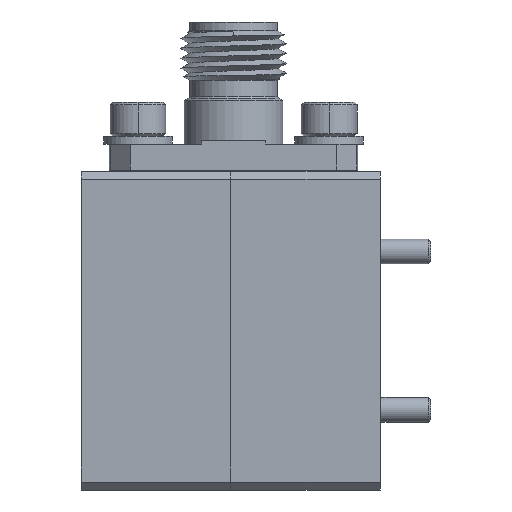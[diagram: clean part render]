
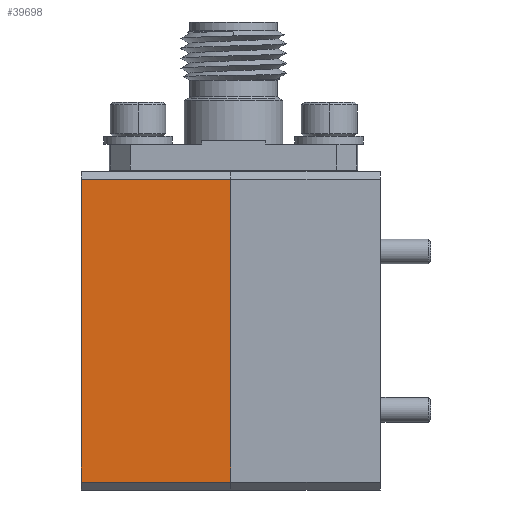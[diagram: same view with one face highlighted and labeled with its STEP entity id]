
A CAD part, left-side view. The second image highlights one B-rep face of the part: STEP entity #39698.
In plain terms, the highlighted planar face has unit normal (-1, 0, 0).
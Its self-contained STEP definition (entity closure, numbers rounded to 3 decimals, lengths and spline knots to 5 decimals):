
#5524 = LINE ( 'NONE', #40331, #13440 ) ;
#6081 = CARTESIAN_POINT ( 'NONE',  ( -4.07624, 0.70231, 1.03099 ) ) ;
#7124 = VECTOR ( 'NONE', #73583, 39.37008 ) ;
#10504 = LINE ( 'NONE', #51404, #7124 ) ;
#13195 = ORIENTED_EDGE ( 'NONE', *, *, #57695, .T. ) ;
#13440 = VECTOR ( 'NONE', #58323, 39.37008 ) ;
#17060 = EDGE_CURVE ( 'NONE', #19671, #38747, #68682, .T. ) ;
#17522 = CARTESIAN_POINT ( 'NONE',  ( -4.07624, 0.70231, 1.81099 ) ) ;
#18354 = VECTOR ( 'NONE', #44442, 39.37008 ) ;
#18568 = CARTESIAN_POINT ( 'NONE',  ( -4.07624, 0.70231, 1.03099 ) ) ;
#19671 = VERTEX_POINT ( 'NONE', #17522 ) ;
#19725 = ORIENTED_EDGE ( 'NONE', *, *, #73428, .F. ) ;
#20978 = EDGE_LOOP ( 'NONE', ( #19725, #13195, #54133, #52065 ) ) ;
#34132 = EDGE_CURVE ( 'NONE', #38747, #56151, #73857, .T. ) ;
#34800 = FACE_OUTER_BOUND ( 'NONE', #20978, .T. ) ;
#38747 = VERTEX_POINT ( 'NONE', #49095 ) ;
#39698 = ADVANCED_FACE ( 'NONE', ( #34800 ), #53123, .T. ) ;
#40331 = CARTESIAN_POINT ( 'NONE',  ( -4.07624, 0.70231, 1.81099 ) ) ;
#44442 = DIRECTION ( 'NONE',  ( 0., -1., 0. ) ) ;
#47659 = VECTOR ( 'NONE', #75534, 39.37008 ) ;
#49095 = CARTESIAN_POINT ( 'NONE',  ( -4.07624, 0.70231, 1.05099 ) ) ;
#50462 = VERTEX_POINT ( 'NONE', #56066 ) ;
#51404 = CARTESIAN_POINT ( 'NONE',  ( -4.07624, 0.32731, 1.03099 ) ) ;
#52065 = ORIENTED_EDGE ( 'NONE', *, *, #34132, .T. ) ;
#53123 = PLANE ( 'NONE',  #75189 ) ;
#54133 = ORIENTED_EDGE ( 'NONE', *, *, #17060, .T. ) ;
#56066 = CARTESIAN_POINT ( 'NONE',  ( -4.07624, 0.32731, 1.81099 ) ) ;
#56151 = VERTEX_POINT ( 'NONE', #69099 ) ;
#57695 = EDGE_CURVE ( 'NONE', #50462, #19671, #5524, .T. ) ;
#58323 = DIRECTION ( 'NONE',  ( 0., 1., 0. ) ) ;
#58492 = DIRECTION ( 'NONE',  ( 0., 0., 1. ) ) ;
#68682 = LINE ( 'NONE', #18568, #47659 ) ;
#68899 = CARTESIAN_POINT ( 'NONE',  ( -4.07624, 0.70231, 1.05099 ) ) ;
#69099 = CARTESIAN_POINT ( 'NONE',  ( -4.07624, 0.32731, 1.05099 ) ) ;
#73428 = EDGE_CURVE ( 'NONE', #50462, #56151, #10504, .T. ) ;
#73583 = DIRECTION ( 'NONE',  ( 0., 0., -1. ) ) ;
#73857 = LINE ( 'NONE', #68899, #18354 ) ;
#75189 = AXIS2_PLACEMENT_3D ( 'NONE', #6081, #75662, #58492 ) ;
#75534 = DIRECTION ( 'NONE',  ( 0., 0., -1. ) ) ;
#75662 = DIRECTION ( 'NONE',  ( -1., 0., 0. ) ) ;
